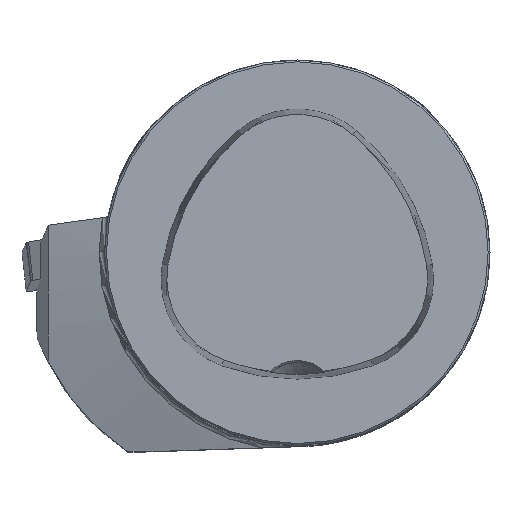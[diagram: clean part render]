
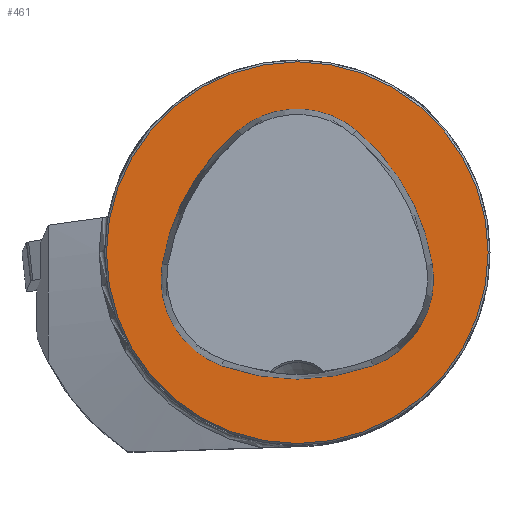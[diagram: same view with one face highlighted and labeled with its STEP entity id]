
A CAD part, top view. The second image highlights one B-rep face of the part: STEP entity #461.
In plain terms, the highlighted planar face has unit normal (0, 0, 1).
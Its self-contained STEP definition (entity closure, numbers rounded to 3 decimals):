
#102=FACE_BOUND('',#657,.T.);
#103=FACE_BOUND('',#658,.T.);
#139=PLANE('',#1901);
#461=ADVANCED_FACE('CU_FL_N1_SU_1',(#102,#103),#139,.T.);
#657=EDGE_LOOP('',(#929,#930,#931,#932,#933,#934));
#658=EDGE_LOOP('',(#935));
#929=ORIENTED_EDGE('',*,*,#1577,.F.);
#930=ORIENTED_EDGE('',*,*,#1578,.F.);
#931=ORIENTED_EDGE('',*,*,#1579,.F.);
#932=ORIENTED_EDGE('',*,*,#1580,.F.);
#933=ORIENTED_EDGE('',*,*,#1574,.F.);
#934=ORIENTED_EDGE('',*,*,#1581,.F.);
#935=ORIENTED_EDGE('',*,*,#1582,.T.);
#1393=VERTEX_POINT('',#3171);
#1394=VERTEX_POINT('',#3173);
#1396=VERTEX_POINT('',#3179);
#1397=VERTEX_POINT('',#3180);
#1398=VERTEX_POINT('',#3182);
#1399=VERTEX_POINT('',#3184);
#1400=VERTEX_POINT('',#3188);
#1574=EDGE_CURVE('',#1393,#1394,#1735,.T.);
#1577=EDGE_CURVE('',#1396,#1397,#1737,.T.);
#1578=EDGE_CURVE('',#1398,#1396,#1738,.T.);
#1579=EDGE_CURVE('',#1399,#1398,#1739,.T.);
#1580=EDGE_CURVE('',#1394,#1399,#1740,.T.);
#1581=EDGE_CURVE('',#1397,#1393,#1741,.T.);
#1582=EDGE_CURVE('',#1400,#1400,#1742,.T.);
#1735=CIRCLE('',#1892,36.075);
#1737=CIRCLE('',#1895,36.075);
#1738=CIRCLE('',#1896,15.075);
#1739=CIRCLE('',#1897,36.075);
#1740=CIRCLE('',#1898,15.075);
#1741=CIRCLE('',#1899,15.075);
#1742=CIRCLE('',#1900,31.2);
#1892=AXIS2_PLACEMENT_3D('',#3172,#2158,#2159);
#1895=AXIS2_PLACEMENT_3D('',#3178,#2165,#2166);
#1896=AXIS2_PLACEMENT_3D('',#3181,#2167,#2168);
#1897=AXIS2_PLACEMENT_3D('',#3183,#2169,#2170);
#1898=AXIS2_PLACEMENT_3D('',#3185,#2171,#2172);
#1899=AXIS2_PLACEMENT_3D('',#3186,#2173,#2174);
#1900=AXIS2_PLACEMENT_3D('',#3187,#2175,#2176);
#1901=AXIS2_PLACEMENT_3D('',#3189,#2177,#2178);
#2158=DIRECTION('',(0.,0.,1.));
#2159=DIRECTION('',(1.,0.,0.));
#2165=DIRECTION('',(0.,0.,1.));
#2166=DIRECTION('',(1.,0.,0.));
#2167=DIRECTION('',(0.,0.,1.));
#2168=DIRECTION('',(1.,0.,0.));
#2169=DIRECTION('',(0.,0.,1.));
#2170=DIRECTION('',(1.,0.,0.));
#2171=DIRECTION('',(0.,0.,1.));
#2172=DIRECTION('',(1.,0.,0.));
#2173=DIRECTION('',(0.,0.,1.));
#2174=DIRECTION('',(1.,0.,0.));
#2175=DIRECTION('',(0.,0.,1.));
#2176=DIRECTION('',(1.,0.,0.));
#2177=DIRECTION('',(0.,0.,1.));
#2178=DIRECTION('',(1.,0.,0.));
#3171=CARTESIAN_POINT('',(-12.368,-18.489,0.));
#3172=CARTESIAN_POINT('',(0.,15.4,0.));
#3173=CARTESIAN_POINT('',(12.368,-18.489,0.));
#3178=CARTESIAN_POINT('',(13.535,-7.656,0.));
#3179=CARTESIAN_POINT('',(-9.716,19.927,0.));
#3180=CARTESIAN_POINT('',(-22.084,-1.937,0.));
#3181=CARTESIAN_POINT('',(0.,8.4,0.));
#3182=CARTESIAN_POINT('',(9.716,19.927,0.));
#3183=CARTESIAN_POINT('',(-13.535,-7.656,0.));
#3184=CARTESIAN_POINT('',(22.084,-1.937,0.));
#3185=CARTESIAN_POINT('',(7.2,-4.327,0.));
#3186=CARTESIAN_POINT('',(-7.2,-4.327,0.));
#3187=CARTESIAN_POINT('',(0.,0.,0.));
#3188=CARTESIAN_POINT('',(31.2,0.,0.));
#3189=CARTESIAN_POINT('',(0.,0.,0.));
